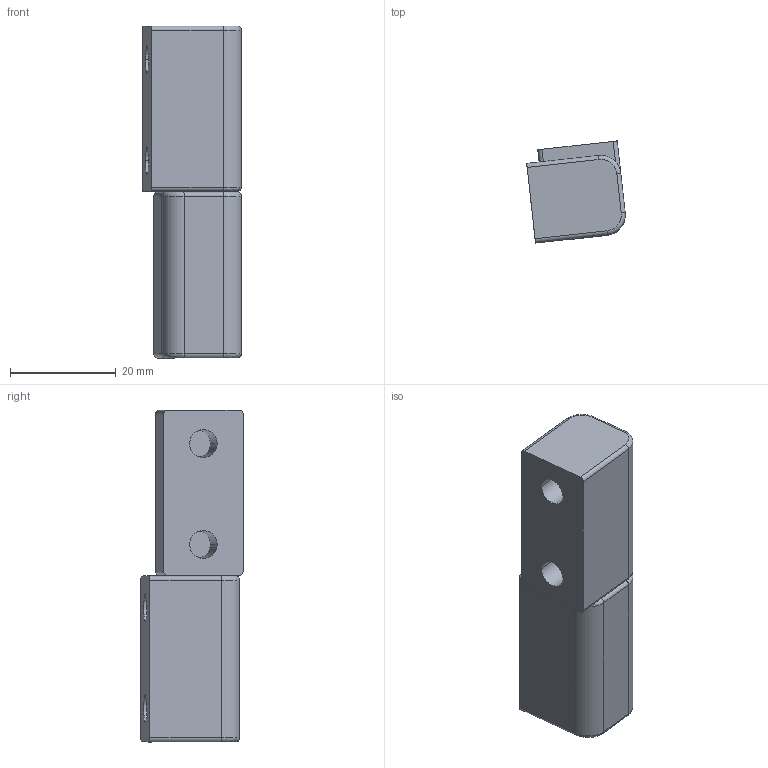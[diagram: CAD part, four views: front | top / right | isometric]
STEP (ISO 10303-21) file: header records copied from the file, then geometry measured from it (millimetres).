
FILE_DESCRIPTION (( 'STEP AP214' ), '1' );
FILE_NAME ('A0000003802.STEP', '2025-11-04T08:43:46', ( 'Microsoft' ), ( 'Microsoft' ), 'SwSTEP 2.0', 'SolidWorks 2025', '' );
FILE_SCHEMA (( 'AUTOMOTIVE_DESIGN' ));
Length unit declared in the file: millimetre
Products named in the file (3): A0000003802; P0000009439; P0000009440
Assembly tree (2 placements, depth 2):
  A0000003802
    P0000009439
    P0000009440
Bounding box: 18.63 x 19.3 x 62.74 mm (x, y, z)
Volume: 14796.6 mm3; surface area: 6800.7 mm2
Topology: 2 solids, 2 shells, 65 faces, 149 edges, 89 vertices
Faces by surface type: cylinder 32, plane 20, bspline 13
Entity records: 2549 total; most frequent: CARTESIAN_POINT 1040, DIRECTION 306, ORIENTED_EDGE 294, EDGE_CURVE 147, AXIS2_PLACEMENT_3D 121, VERTEX_POINT 89, EDGE_LOOP 72, ADVANCED_FACE 65
